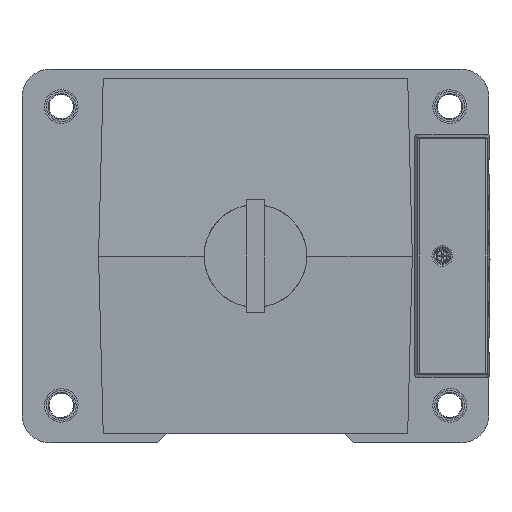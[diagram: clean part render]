
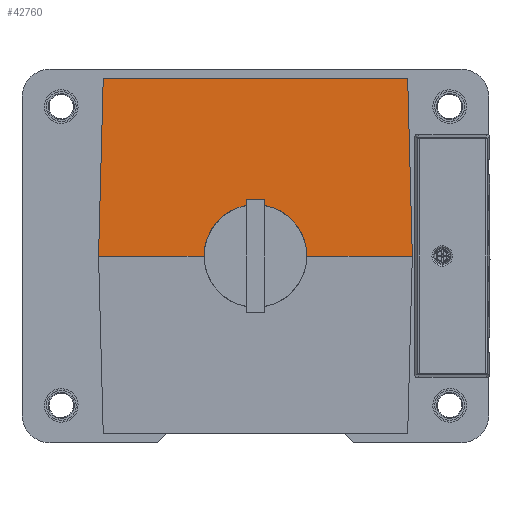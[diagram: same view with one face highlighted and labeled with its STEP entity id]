
A CAD part, left-side view. The second image highlights one B-rep face of the part: STEP entity #42760.
In plain terms, the highlighted planar face has unit normal (-1, 0, 0.026).
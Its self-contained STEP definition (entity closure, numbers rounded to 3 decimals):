
#956 = CARTESIAN_POINT ( 'NONE',  ( -177.5, -84., 0. ) ) ;
#1935 = CARTESIAN_POINT ( 'NONE',  ( -177.5, 27.5, 0. ) ) ;
#2402 = LINE ( 'NONE', #140409, #91259 ) ;
#2545 = CARTESIAN_POINT ( 'NONE',  ( -177.5, -27.5, 0. ) ) ;
#4025 = CARTESIAN_POINT ( 'NONE',  ( -175.014, -81.514, 94.935 ) ) ;
#7165 = ORIENTED_EDGE ( 'NONE', *, *, #86970, .F. ) ;
#8531 = PLANE ( 'NONE',  #115113 ) ;
#12053 = LINE ( 'NONE', #4025, #102879 ) ;
#12503 = CARTESIAN_POINT ( 'NONE',  ( -175.012, 81.512, 95. ) ) ;
#15045 = VERTEX_POINT ( 'NONE', #131854 ) ;
#15440 = EDGE_CURVE ( 'NONE', #19120, #62023, #2402, .T. ) ;
#17267 = VERTEX_POINT ( 'NONE', #12503 ) ;
#19120 = VERTEX_POINT ( 'NONE', #956 ) ;
#22853 = CARTESIAN_POINT ( 'NONE',  ( -177.5, 84., 0. ) ) ;
#22926 =( BOUNDED_CURVE ( )  B_SPLINE_CURVE ( 3, ( #1935, #92597, #24833, #104446 ),
 .UNSPECIFIED., .F., .F. ) 
 B_SPLINE_CURVE_WITH_KNOTS ( ( 4, 4 ),
 ( 1.571, 3.142 ),
 .UNSPECIFIED. ) 
 CURVE ( )  GEOMETRIC_REPRESENTATION_ITEM ( )  RATIONAL_B_SPLINE_CURVE ( ( 1., 0.805, 0.805, 1. ) ) 
 REPRESENTATION_ITEM ( '' )  );
#23297 = ORIENTED_EDGE ( 'NONE', *, *, #46036, .F. ) ;
#24833 = CARTESIAN_POINT ( 'NONE',  ( -176.78, 16.109, 27.5 ) ) ;
#28841 = CARTESIAN_POINT ( 'NONE',  ( -176.78, 0., 27.5 ) ) ;
#30713 = EDGE_CURVE ( 'NONE', #68241, #62023, #86493, .T. ) ;
#34926 = DIRECTION ( 'NONE',  ( 0.026, -0.026, 0.999 ) ) ;
#39635 = EDGE_CURVE ( 'NONE', #84877, #68241, #22926, .T. ) ;
#39785 = CARTESIAN_POINT ( 'NONE',  ( -176.78, -16.109, 27.5 ) ) ;
#40279 = CARTESIAN_POINT ( 'NONE',  ( -177.5, -27.5, 0. ) ) ;
#42760 = ADVANCED_FACE ( 'NONE', ( #83581 ), #8531, .F. ) ;
#42897 = CARTESIAN_POINT ( 'NONE',  ( -177.5, 0., 0. ) ) ;
#46036 = EDGE_CURVE ( 'NONE', #84877, #61069, #129642, .T. ) ;
#49844 = DIRECTION ( 'NONE',  ( -0.026, -0.026, -0.999 ) ) ;
#61069 = VERTEX_POINT ( 'NONE', #22853 ) ;
#62023 = VERTEX_POINT ( 'NONE', #2545 ) ;
#62110 = LINE ( 'NONE', #102551, #85207 ) ;
#62118 = ORIENTED_EDGE ( 'NONE', *, *, #30713, .T. ) ;
#65812 = DIRECTION ( 'NONE',  ( 1., 0., -0.026 ) ) ;
#68241 = VERTEX_POINT ( 'NONE', #81649 ) ;
#76196 = VECTOR ( 'NONE', #116392, 1000. ) ;
#79385 = EDGE_CURVE ( 'NONE', #61069, #17267, #62110, .T. ) ;
#81649 = CARTESIAN_POINT ( 'NONE',  ( -176.78, 0., 27.5 ) ) ;
#82118 = CARTESIAN_POINT ( 'NONE',  ( -175.012, 84., 95. ) ) ;
#83581 = FACE_OUTER_BOUND ( 'NONE', #113677, .T. ) ;
#84877 = VERTEX_POINT ( 'NONE', #114972 ) ;
#85207 = VECTOR ( 'NONE', #34926, 1000. ) ;
#85570 = CARTESIAN_POINT ( 'NONE',  ( -177.078, -27.5, 16.109 ) ) ;
#86493 =( BOUNDED_CURVE ( )  B_SPLINE_CURVE ( 3, ( #28841, #39785, #85570, #40279 ),
 .UNSPECIFIED., .F., .F. ) 
 B_SPLINE_CURVE_WITH_KNOTS ( ( 4, 4 ),
 ( 3.142, 4.712 ),
 .UNSPECIFIED. ) 
 CURVE ( )  GEOMETRIC_REPRESENTATION_ITEM ( )  RATIONAL_B_SPLINE_CURVE ( ( 1., 0.805, 0.805, 1. ) ) 
 REPRESENTATION_ITEM ( '' )  );
#86970 = EDGE_CURVE ( 'NONE', #17267, #15045, #136702, .T. ) ;
#91259 = VECTOR ( 'NONE', #141380, 1000. ) ;
#92597 = CARTESIAN_POINT ( 'NONE',  ( -177.078, 27.5, 16.109 ) ) ;
#102213 = EDGE_CURVE ( 'NONE', #15045, #19120, #12053, .T. ) ;
#102551 = CARTESIAN_POINT ( 'NONE',  ( -177.5, 84., 0. ) ) ;
#102879 = VECTOR ( 'NONE', #49844, 1000. ) ;
#104446 = CARTESIAN_POINT ( 'NONE',  ( -176.78, 0., 27.5 ) ) ;
#113365 = CARTESIAN_POINT ( 'NONE',  ( -177.5, 0., 0. ) ) ;
#113677 = EDGE_LOOP ( 'NONE', ( #23297, #115705, #62118, #140157, #134248, #7165, #135193 ) ) ;
#113865 = DIRECTION ( 'NONE',  ( 0., 1., 0. ) ) ;
#114972 = CARTESIAN_POINT ( 'NONE',  ( -177.5, 27.5, 0. ) ) ;
#115113 = AXIS2_PLACEMENT_3D ( 'NONE', #42897, #65812, #145332 ) ;
#115705 = ORIENTED_EDGE ( 'NONE', *, *, #39635, .T. ) ;
#116392 = DIRECTION ( 'NONE',  ( 0., -1., 0. ) ) ;
#122518 = VECTOR ( 'NONE', #113865, 1000. ) ;
#129642 = LINE ( 'NONE', #113365, #122518 ) ;
#131854 = CARTESIAN_POINT ( 'NONE',  ( -175.012, -81.512, 95. ) ) ;
#134248 = ORIENTED_EDGE ( 'NONE', *, *, #102213, .F. ) ;
#135193 = ORIENTED_EDGE ( 'NONE', *, *, #79385, .F. ) ;
#136702 = LINE ( 'NONE', #82118, #76196 ) ;
#140157 = ORIENTED_EDGE ( 'NONE', *, *, #15440, .F. ) ;
#140409 = CARTESIAN_POINT ( 'NONE',  ( -177.5, 0., 0. ) ) ;
#141380 = DIRECTION ( 'NONE',  ( 0., 1., 0. ) ) ;
#145332 = DIRECTION ( 'NONE',  ( 0., 1., 0. ) ) ;
